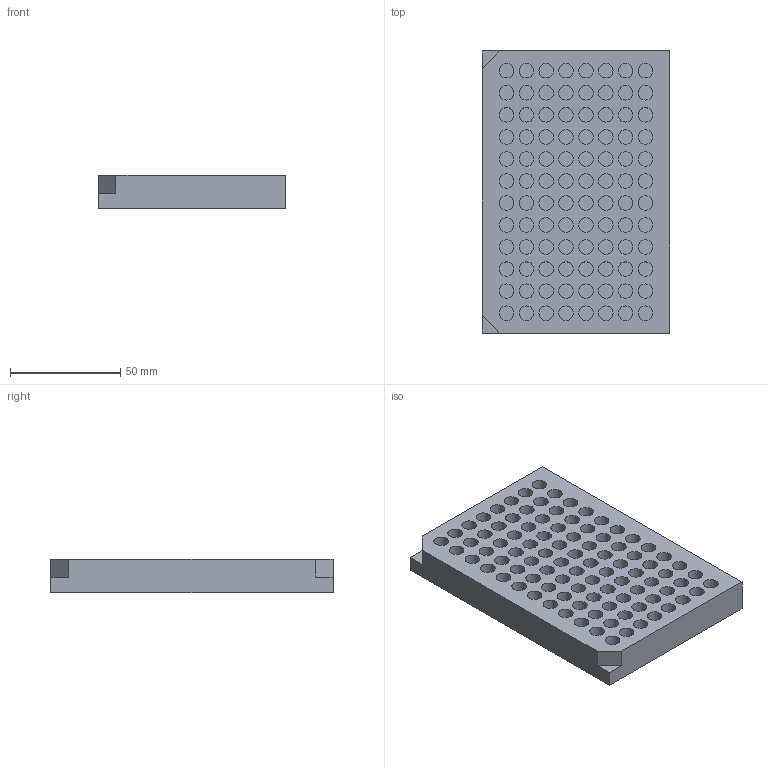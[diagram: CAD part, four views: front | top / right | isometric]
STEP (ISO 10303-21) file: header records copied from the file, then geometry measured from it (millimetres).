
FILE_DESCRIPTION(/* description */ (''),/* implementation_level */ '2;1');
FILE_NAME(/* name */ 'Well platte v1.step',/* time_stamp */ '2020-01-23T18:51:22+01:00',/* author */ (''),/* organization */ (''),/* preprocessor_version */ 'ST-DEVELOPER v18',/* originating_system */ 'Autodesk Translation Framework v8.6.0.1094',/* authorisation */ '');
FILE_SCHEMA (('AUTOMOTIVE_DESIGN { 1 0 10303 214 3 1 1 }'));
Length unit declared in the file: millimetre
Products named in the file (1): Well platte
Bounding box: 85 x 128 x 15 mm (x, y, z)
Volume: 123380.8 mm3; surface area: 51929.4 mm2
Topology: 1 solids, 1 shells, 202 faces, 504 edges, 400 vertices
Faces by surface type: plane 106, cylinder 96
Full cylindrical faces by diameter (mm): 6.591 x96
Entity records: 6561 total; most frequent: DIRECTION 1294, CARTESIAN_POINT 1107, ORIENTED_EDGE 1008, AXIS2_PLACEMENT_3D 587, EDGE_CURVE 504, VERTEX_POINT 400, CIRCLE 384, EDGE_LOOP 298
